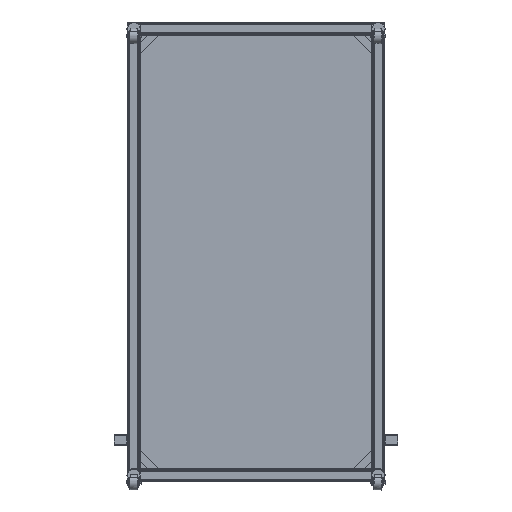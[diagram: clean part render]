
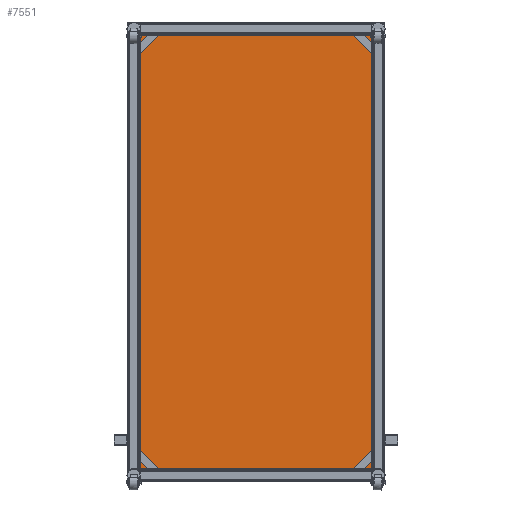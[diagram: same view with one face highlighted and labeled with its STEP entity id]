
A CAD part, front view. The second image highlights one B-rep face of the part: STEP entity #7551.
In plain terms, the highlighted planar face has unit normal (0, -1, 0).
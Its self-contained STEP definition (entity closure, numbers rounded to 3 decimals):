
#300 = CARTESIAN_POINT ( 'NONE',  ( -297.5, -615., 557.5 ) ) ;
#364 = LINE ( 'NONE', #8681, #22773 ) ;
#665 = DIRECTION ( 'NONE',  ( -1., 0., 0. ) ) ;
#1960 = CARTESIAN_POINT ( 'NONE',  ( -297.5, -615., -557.5 ) ) ;
#2555 = DIRECTION ( 'NONE',  ( 0., 0., -1. ) ) ;
#2713 = CARTESIAN_POINT ( 'NONE',  ( 297.5, -615., -557.5 ) ) ;
#3080 = VECTOR ( 'NONE', #665, 1000. ) ;
#3578 = DIRECTION ( 'NONE',  ( 0., 1., 0. ) ) ;
#3730 = LINE ( 'NONE', #300, #9708 ) ;
#5487 = VERTEX_POINT ( 'NONE', #19593 ) ;
#6218 = VECTOR ( 'NONE', #7777, 1000. ) ;
#6609 = VERTEX_POINT ( 'NONE', #1960 ) ;
#6909 = LINE ( 'NONE', #10052, #6218 ) ;
#7551 = ADVANCED_FACE ( 'NONE', ( #9123 ), #23623, .F. ) ;
#7777 = DIRECTION ( 'NONE',  ( 1., 0., 0. ) ) ;
#8036 = AXIS2_PLACEMENT_3D ( 'NONE', #12468, #3578, #19224 ) ;
#8681 = CARTESIAN_POINT ( 'NONE',  ( 297.5, -615., 557.5 ) ) ;
#9123 = FACE_OUTER_BOUND ( 'NONE', #11590, .T. ) ;
#9625 = VERTEX_POINT ( 'NONE', #2713 ) ;
#9708 = VECTOR ( 'NONE', #2555, 1000. ) ;
#10052 = CARTESIAN_POINT ( 'NONE',  ( -297.5, -615., -557.5 ) ) ;
#10959 = CARTESIAN_POINT ( 'NONE',  ( -297.5, -615., 557.5 ) ) ;
#11590 = EDGE_LOOP ( 'NONE', ( #28975, #28948, #25613, #22310 ) ) ;
#12468 = CARTESIAN_POINT ( 'NONE',  ( 0., -615., 0. ) ) ;
#15265 = VERTEX_POINT ( 'NONE', #10959 ) ;
#19224 = DIRECTION ( 'NONE',  ( 0., 0., 1. ) ) ;
#19593 = CARTESIAN_POINT ( 'NONE',  ( 297.5, -615., 557.5 ) ) ;
#20096 = EDGE_CURVE ( 'NONE', #15265, #6609, #3730, .T. ) ;
#20942 = LINE ( 'NONE', #25228, #3080 ) ;
#22310 = ORIENTED_EDGE ( 'NONE', *, *, #23359, .T. ) ;
#22773 = VECTOR ( 'NONE', #26536, 1000. ) ;
#23359 = EDGE_CURVE ( 'NONE', #5487, #15265, #20942, .T. ) ;
#23623 = PLANE ( 'NONE',  #8036 ) ;
#23998 = EDGE_CURVE ( 'NONE', #6609, #9625, #6909, .T. ) ;
#25228 = CARTESIAN_POINT ( 'NONE',  ( -297.5, -615., 557.5 ) ) ;
#25613 = ORIENTED_EDGE ( 'NONE', *, *, #28887, .T. ) ;
#26536 = DIRECTION ( 'NONE',  ( 0., 0., 1. ) ) ;
#28887 = EDGE_CURVE ( 'NONE', #9625, #5487, #364, .T. ) ;
#28948 = ORIENTED_EDGE ( 'NONE', *, *, #23998, .T. ) ;
#28975 = ORIENTED_EDGE ( 'NONE', *, *, #20096, .T. ) ;
